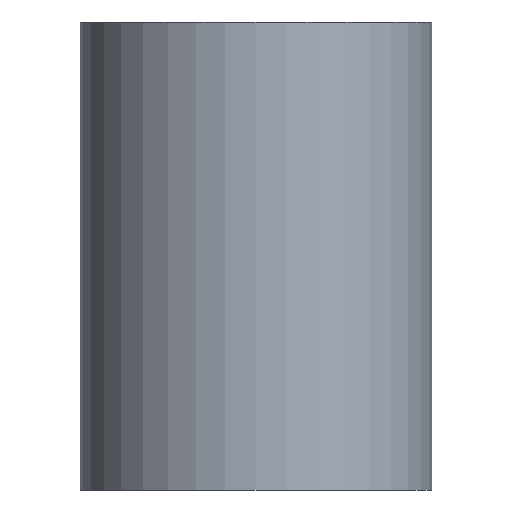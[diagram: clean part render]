
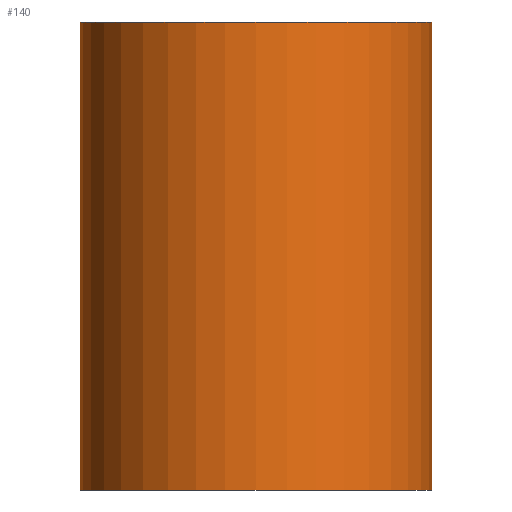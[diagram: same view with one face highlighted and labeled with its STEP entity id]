
A CAD part, front view. The second image highlights one B-rep face of the part: STEP entity #140.
In plain terms, the highlighted cylindrical face has radius 4.775 mm (diameter 9.55 mm), a partial arc.
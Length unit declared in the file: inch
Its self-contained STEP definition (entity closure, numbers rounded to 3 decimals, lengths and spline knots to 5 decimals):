
#5 = ORIENTED_EDGE ( 'NONE', *, *, #51, .F. ) ;
#6 = DIRECTION ( 'NONE',  ( 0., 0., -1. ) ) ;
#18 = DIRECTION ( 'NONE',  ( 1., 0., 0. ) ) ;
#27 = ORIENTED_EDGE ( 'NONE', *, *, #376, .F. ) ;
#50 = CYLINDRICAL_SURFACE ( 'NONE', #557, 0.188 ) ;
#51 = EDGE_CURVE ( 'NONE', #132, #256, #324, .T. ) ;
#61 = AXIS2_PLACEMENT_3D ( 'NONE', #150, #119, #18 ) ;
#75 = VERTEX_POINT ( 'NONE', #213 ) ;
#83 = CARTESIAN_POINT ( 'NONE',  ( 0.156, -0.655, -0.25 ) ) ;
#119 = DIRECTION ( 'NONE',  ( 0., 0., -1. ) ) ;
#128 = VERTEX_POINT ( 'NONE', #180 ) ;
#132 = VERTEX_POINT ( 'NONE', #83 ) ;
#134 = ORIENTED_EDGE ( 'NONE', *, *, #510, .T. ) ;
#140 = ADVANCED_FACE ( 'NONE', ( #303 ), #50, .T. ) ;
#148 = CARTESIAN_POINT ( 'NONE',  ( -0.032, -0.843, 0.25 ) ) ;
#150 = CARTESIAN_POINT ( 'NONE',  ( 0.156, -0.843, 0.25 ) ) ;
#155 = CARTESIAN_POINT ( 'NONE',  ( 0.156, -0.655, 0.25 ) ) ;
#162 = DIRECTION ( 'NONE',  ( -1., 0., 0. ) ) ;
#163 = DIRECTION ( 'NONE',  ( 1., 0., 0. ) ) ;
#180 = CARTESIAN_POINT ( 'NONE',  ( 0.156, -0.655, 0.25 ) ) ;
#182 = DIRECTION ( 'NONE',  ( 0., 0., -1. ) ) ;
#209 = DIRECTION ( 'NONE',  ( 0., 0., -1. ) ) ;
#211 = CARTESIAN_POINT ( 'NONE',  ( 0.156, -0.843, 0.25 ) ) ;
#213 = CARTESIAN_POINT ( 'NONE',  ( -0.032, -0.843, 0.25 ) ) ;
#217 = CARTESIAN_POINT ( 'NONE',  ( 0.156, -0.843, -0.25 ) ) ;
#220 = ORIENTED_EDGE ( 'NONE', *, *, #393, .T. ) ;
#223 = CIRCLE ( 'NONE', #61, 0.188 ) ;
#256 = VERTEX_POINT ( 'NONE', #330 ) ;
#296 = EDGE_LOOP ( 'NONE', ( #5, #27, #220, #134 ) ) ;
#303 = FACE_OUTER_BOUND ( 'NONE', #296, .T. ) ;
#324 = CIRCLE ( 'NONE', #424, 0.188 ) ;
#330 = CARTESIAN_POINT ( 'NONE',  ( -0.032, -0.843, -0.25 ) ) ;
#350 = LINE ( 'NONE', #155, #537 ) ;
#376 = EDGE_CURVE ( 'NONE', #128, #132, #350, .T. ) ;
#379 = LINE ( 'NONE', #148, #533 ) ;
#393 = EDGE_CURVE ( 'NONE', #128, #75, #223, .T. ) ;
#424 = AXIS2_PLACEMENT_3D ( 'NONE', #217, #182, #163 ) ;
#440 = DIRECTION ( 'NONE',  ( 0., 0., -1. ) ) ;
#510 = EDGE_CURVE ( 'NONE', #75, #256, #379, .T. ) ;
#533 = VECTOR ( 'NONE', #440, 39.37008 ) ;
#537 = VECTOR ( 'NONE', #6, 39.37008 ) ;
#557 = AXIS2_PLACEMENT_3D ( 'NONE', #211, #209, #162 ) ;
